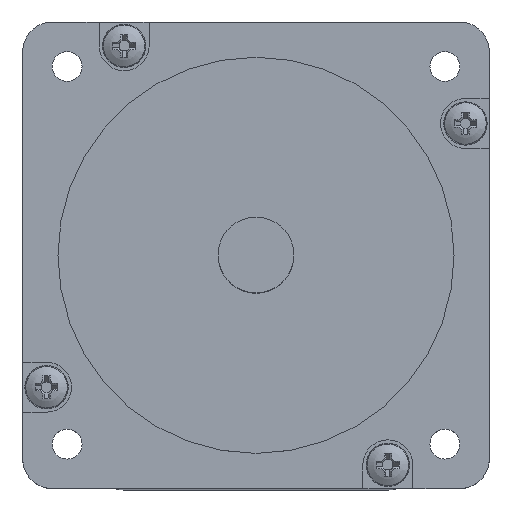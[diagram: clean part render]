
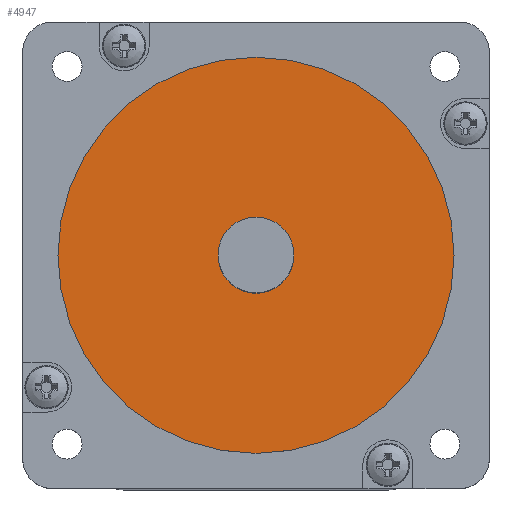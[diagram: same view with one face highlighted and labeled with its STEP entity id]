
A CAD part, top view. The second image highlights one B-rep face of the part: STEP entity #4947.
In plain terms, the highlighted planar face has unit normal (0, 0, 1).
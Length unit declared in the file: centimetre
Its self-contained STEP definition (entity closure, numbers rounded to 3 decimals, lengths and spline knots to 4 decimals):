
#296=PLANE('',#5298);
#460=FACE_OUTER_BOUND('',#769,.T.);
#769=EDGE_LOOP('',(#3442));
#1760=CIRCLE('',#5297,3.65);
#2084=VERTEX_POINT('',#7544);
#2614=EDGE_CURVE('',#2084,#2084,#1760,.T.);
#3442=ORIENTED_EDGE('',*,*,#2614,.F.);
#4947=ADVANCED_FACE('',(#460),#296,.F.);
#5297=AXIS2_PLACEMENT_3D('',#7545,#6079,#6080);
#5298=AXIS2_PLACEMENT_3D('',#7546,#6081,#6082);
#6079=DIRECTION('center_axis',(0.,0.,-1.));
#6080=DIRECTION('ref_axis',(-1.,0.,0.));
#6081=DIRECTION('center_axis',(0.,0.,-1.));
#6082=DIRECTION('ref_axis',(-1.,0.,0.));
#7544=CARTESIAN_POINT('',(3.65,0.,1.912));
#7545=CARTESIAN_POINT('Origin',(0.,0.,1.912));
#7546=CARTESIAN_POINT('Origin',(0.,0.,1.912));
